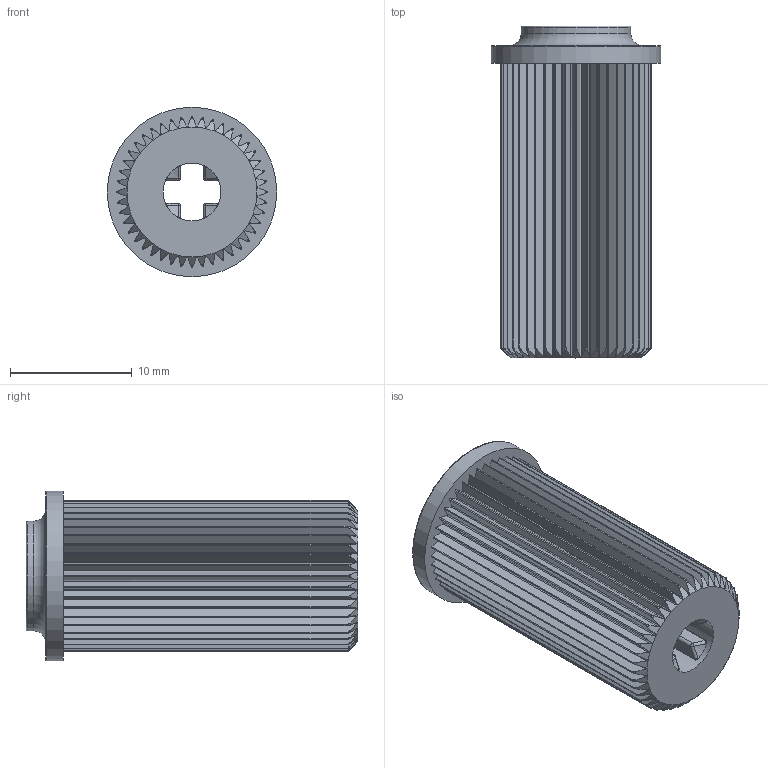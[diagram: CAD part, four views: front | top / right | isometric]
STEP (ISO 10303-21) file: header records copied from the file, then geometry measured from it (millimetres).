
FILE_DESCRIPTION(/* description */ (''),/* implementation_level */ '2;1');
FILE_NAME(/* name */ 'Omni Wheel Lego Shaft Coupling.stp',/* time_stamp */ '2025-09-30T01:04:30+05:30',/* author */ ('dhruv'),/* organization */ (''),/* preprocessor_version */ 'ST-DEVELOPER v20.1',/* originating_system */ 'Autodesk Inventor 2026',/* authorisation */ '');
FILE_SCHEMA (('AUTOMOTIVE_DESIGN { 1 0 10303 214 3 1 1 }'));
Length unit declared in the file: millimetre
Products named in the file (1): Omni Wheel Lego Shaft
Bounding box: 13.9 x 27.2 x 13.9 mm (x, y, z)
Volume: 2460.4 mm3; surface area: 2816.2 mm2
Topology: 1 solids, 1 shells, 364 faces, 1102 edges, 743 vertices
Faces by surface type: plane 144, cylinder 103, torus 91, bspline 16, sphere 5, cone 5
Full cylindrical faces by diameter (mm): 4.75 x1, 9 x1, 13.9 x1
Entity records: 14667 total; most frequent: CARTESIAN_POINT 5462, ORIENTED_EDGE 2204, DIRECTION 1626, EDGE_CURVE 1102, VERTEX_POINT 743, AXIS2_PLACEMENT_3D 623, LINE 380, VECTOR 380
